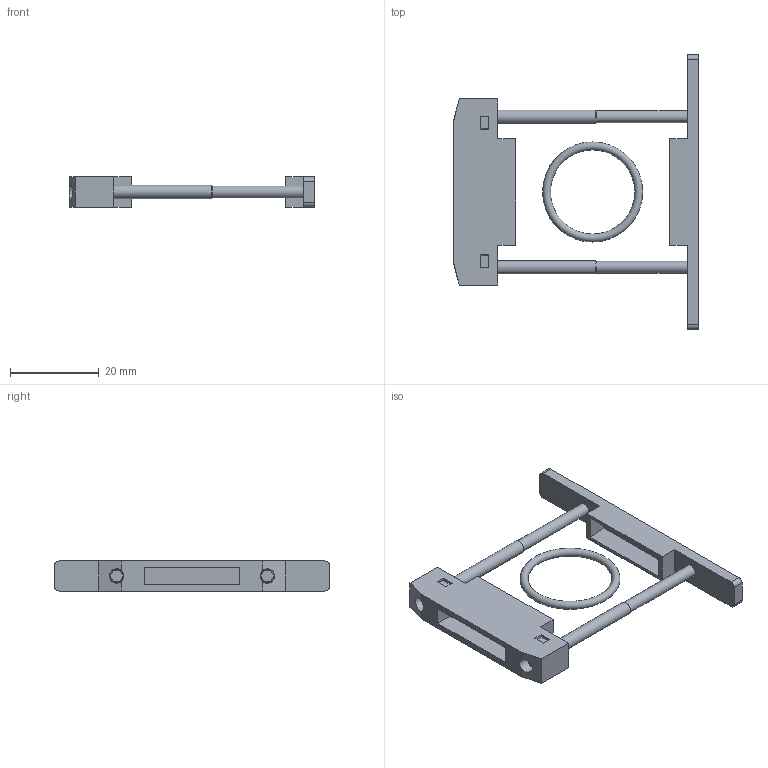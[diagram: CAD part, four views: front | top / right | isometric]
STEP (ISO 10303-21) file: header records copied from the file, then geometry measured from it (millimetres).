
FILE_DESCRIPTION( ( 'STEP AP214' ), ' ' );
FILE_NAME( '99001.0901.stp', '2017-03-08T14:07:36', ( '' ), ( '' ), ' ', 'PARTsolutions', ' ' );
FILE_SCHEMA( ( 'AUTOMOTIVE_DESIGN { 1 0 10303 214 1 1 1 1 }' ) );
Length unit declared in the file: millimetre
Products named in the file (5): 99001.0901; _KP 100-1; _KP 100-3; _KP 100-2; _KP 100-4
Assembly tree (5 placements, depth 2):
  99001.0901
    _KP 100-1
    _KP 100-3  x2
    _KP 100-2
    _KP 100-4
Bounding box: 55.3 x 62 x 6.8 mm (x, y, z)
Volume: 4254.9 mm3; surface area: 5878.2 mm2
Topology: 5 solids, 5 shells, 170 faces, 410 edges, 253 vertices
Faces by surface type: plane 123, cylinder 34, cone 12, torus 1
Full cylindrical faces by diameter (mm): 2.693 x2, 2.729 x2, 3 x2, 3.2 x2, 3.3 x4, 5.5 x2
Entity records: 5152 total; most frequent: CARTESIAN_POINT 684, DIRECTION 666, ORIENTED_EDGE 646, EDGE_CURVE 323, LINE 268, VECTOR 268, VERTEX_POINT 217, AXIS2_PLACEMENT_3D 199
